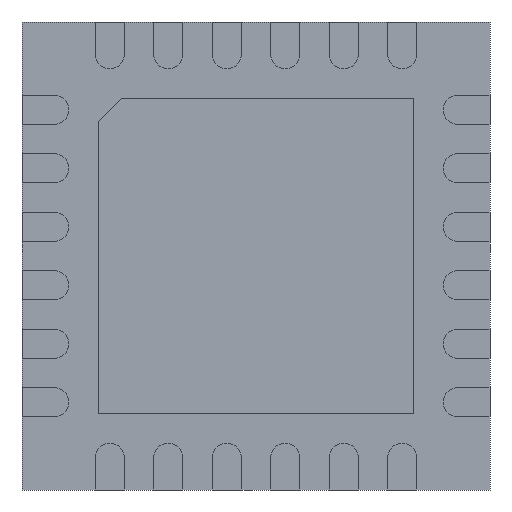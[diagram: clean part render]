
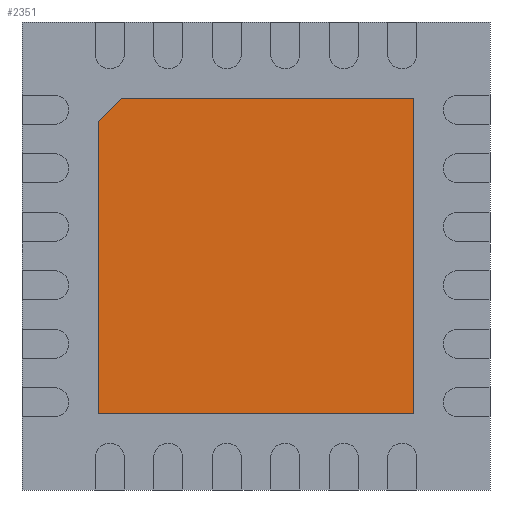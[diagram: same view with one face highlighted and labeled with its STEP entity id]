
A CAD part, front view. The second image highlights one B-rep face of the part: STEP entity #2351.
In plain terms, the highlighted planar face has unit normal (0, -1, 0).
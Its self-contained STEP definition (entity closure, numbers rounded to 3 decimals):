
#115=PLANE('',#2561);
#255=FACE_OUTER_BOUND('',#414,.T.);
#414=EDGE_LOOP('',(#1817,#1818,#1819,#1820,#1821));
#594=LINE('',#3568,#862);
#597=LINE('',#3574,#865);
#600=LINE('',#3580,#868);
#603=LINE('',#3586,#871);
#606=LINE('',#3590,#874);
#862=VECTOR('',#2878,10.);
#865=VECTOR('',#2883,10.);
#868=VECTOR('',#2888,10.);
#871=VECTOR('',#2893,10.);
#874=VECTOR('',#2898,10.);
#1168=VERTEX_POINT('',#3565);
#1169=VERTEX_POINT('',#3567);
#1171=VERTEX_POINT('',#3573);
#1173=VERTEX_POINT('',#3579);
#1175=VERTEX_POINT('',#3585);
#1404=EDGE_CURVE('',#1169,#1168,#594,.T.);
#1407=EDGE_CURVE('',#1171,#1169,#597,.T.);
#1410=EDGE_CURVE('',#1173,#1171,#600,.T.);
#1413=EDGE_CURVE('',#1175,#1173,#603,.T.);
#1416=EDGE_CURVE('',#1168,#1175,#606,.T.);
#1817=ORIENTED_EDGE('',*,*,#1416,.T.);
#1818=ORIENTED_EDGE('',*,*,#1413,.T.);
#1819=ORIENTED_EDGE('',*,*,#1410,.T.);
#1820=ORIENTED_EDGE('',*,*,#1407,.T.);
#1821=ORIENTED_EDGE('',*,*,#1404,.T.);
#2351=ADVANCED_FACE('',(#255),#115,.T.);
#2561=AXIS2_PLACEMENT_3D('',#3592,#2901,#2902);
#2878=DIRECTION('',(-1.,0.,0.));
#2883=DIRECTION('',(0.,0.,1.));
#2888=DIRECTION('',(1.,0.,0.));
#2893=DIRECTION('',(0.,0.,-1.));
#2898=DIRECTION('',(-0.707,0.,-0.707));
#2901=DIRECTION('center_axis',(0.,-1.,0.));
#2902=DIRECTION('ref_axis',(0.,0.,-1.));
#3565=CARTESIAN_POINT('',(-1.15,-0.02,1.35));
#3567=CARTESIAN_POINT('',(1.35,-0.02,1.35));
#3568=CARTESIAN_POINT('',(-1.15,-0.02,1.35));
#3573=CARTESIAN_POINT('',(1.35,-0.02,-1.35));
#3574=CARTESIAN_POINT('',(1.35,-0.02,1.35));
#3579=CARTESIAN_POINT('',(-1.35,-0.02,-1.35));
#3580=CARTESIAN_POINT('',(1.35,-0.02,-1.35));
#3585=CARTESIAN_POINT('',(-1.35,-0.02,1.15));
#3586=CARTESIAN_POINT('',(-1.35,-0.02,-1.35));
#3590=CARTESIAN_POINT('',(-1.35,-0.02,1.15));
#3592=CARTESIAN_POINT('Origin',(0.,-0.02,0.));
